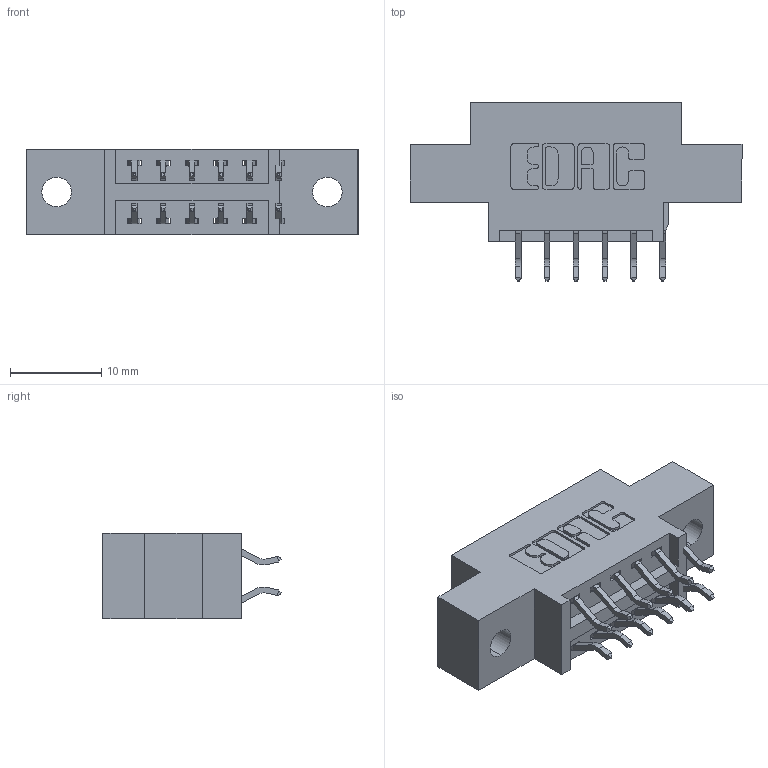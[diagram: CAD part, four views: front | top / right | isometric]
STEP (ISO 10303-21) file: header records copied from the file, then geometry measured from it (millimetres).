
FILE_DESCRIPTION (( 'STEP AP203' ), '1' );
FILE_NAME ('346-012-556-802.STEP', '2022-05-17T20:36:02', ( '' ), ( '' ), 'SwSTEP 2.0', 'SolidWorks 2020', '' );
FILE_SCHEMA (( 'CONFIG_CONTROL_DESIGN' ));
Length unit declared in the file: inch
Products named in the file (3): 345-292-001_556 Tail; 346 Part_0.170 Offset - 0.128 Dia; 346-012-556-802
Assembly tree (13 placements, depth 2):
  346-012-556-802
    346 Part_0.170 Offset - 0.128 Dia
    345-292-001_556 Tail  x12
Bounding box: 36.45 x 19.57 x 9.4 mm (x, y, z)
Volume: 3093.1 mm3; surface area: 3673.1 mm2
Topology: 13 solids, 13 shells, 810 faces, 2375 edges, 1566 vertices
Faces by surface type: plane 538, cylinder 272
Entity records: 8663 total; most frequent: CARTESIAN_POINT 1486, ORIENTED_EDGE 1406, DIRECTION 1351, EDGE_CURVE 703, VECTOR 543, LINE 543, VERTEX_POINT 466, AXIS2_PLACEMENT_3D 404
